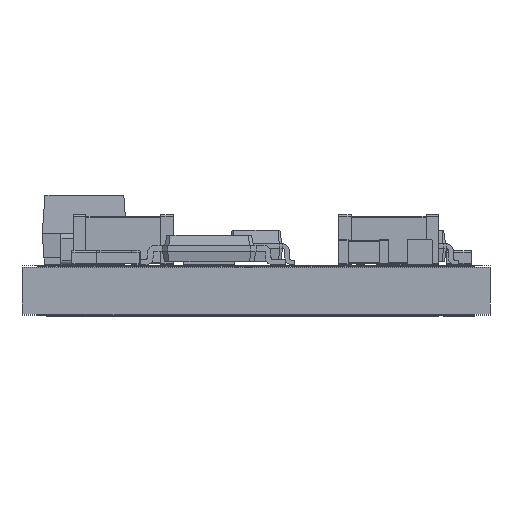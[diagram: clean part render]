
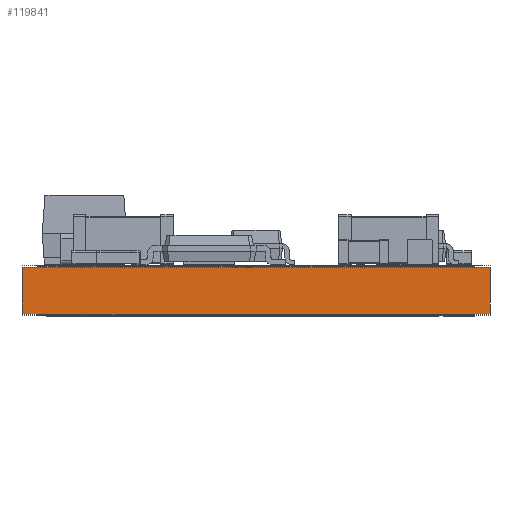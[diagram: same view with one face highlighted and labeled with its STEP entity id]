
A CAD part, front view. The second image highlights one B-rep face of the part: STEP entity #119841.
In plain terms, the highlighted planar face has unit normal (0, -1, 0).
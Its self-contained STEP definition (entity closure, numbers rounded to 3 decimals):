
#119841 = ADVANCED_FACE('',(#119842),#119876,.T.);
#119842 = FACE_BOUND('',#119843,.T.);
#119843 = EDGE_LOOP('',(#119844,#119854,#119862,#119870));
#119844 = ORIENTED_EDGE('',*,*,#119845,.T.);
#119845 = EDGE_CURVE('',#119846,#119848,#119850,.T.);
#119846 = VERTEX_POINT('',#119847);
#119847 = CARTESIAN_POINT('',(15.,-0.,0.));
#119848 = VERTEX_POINT('',#119849);
#119849 = CARTESIAN_POINT('',(15.,0.,1.5));
#119850 = LINE('',#119851,#119852);
#119851 = CARTESIAN_POINT('',(15.,-0.,0.));
#119852 = VECTOR('',#119853,1.);
#119853 = DIRECTION('',(0.,0.,1.));
#119854 = ORIENTED_EDGE('',*,*,#119855,.T.);
#119855 = EDGE_CURVE('',#119848,#119856,#119858,.T.);
#119856 = VERTEX_POINT('',#119857);
#119857 = CARTESIAN_POINT('',(0.,0.,1.5));
#119858 = LINE('',#119859,#119860);
#119859 = CARTESIAN_POINT('',(15.,0.,1.5));
#119860 = VECTOR('',#119861,1.);
#119861 = DIRECTION('',(-1.,0.,0.));
#119862 = ORIENTED_EDGE('',*,*,#119863,.F.);
#119863 = EDGE_CURVE('',#119864,#119856,#119866,.T.);
#119864 = VERTEX_POINT('',#119865);
#119865 = CARTESIAN_POINT('',(0.,-0.,0.));
#119866 = LINE('',#119867,#119868);
#119867 = CARTESIAN_POINT('',(0.,-0.,0.));
#119868 = VECTOR('',#119869,1.);
#119869 = DIRECTION('',(0.,0.,1.));
#119870 = ORIENTED_EDGE('',*,*,#119871,.F.);
#119871 = EDGE_CURVE('',#119846,#119864,#119872,.T.);
#119872 = LINE('',#119873,#119874);
#119873 = CARTESIAN_POINT('',(15.,-0.,0.));
#119874 = VECTOR('',#119875,1.);
#119875 = DIRECTION('',(-1.,0.,0.));
#119876 = PLANE('',#119877);
#119877 = AXIS2_PLACEMENT_3D('',#119878,#119879,#119880);
#119878 = CARTESIAN_POINT('',(15.,0.,0.));
#119879 = DIRECTION('',(0.,-1.,0.));
#119880 = DIRECTION('',(-1.,0.,0.));
